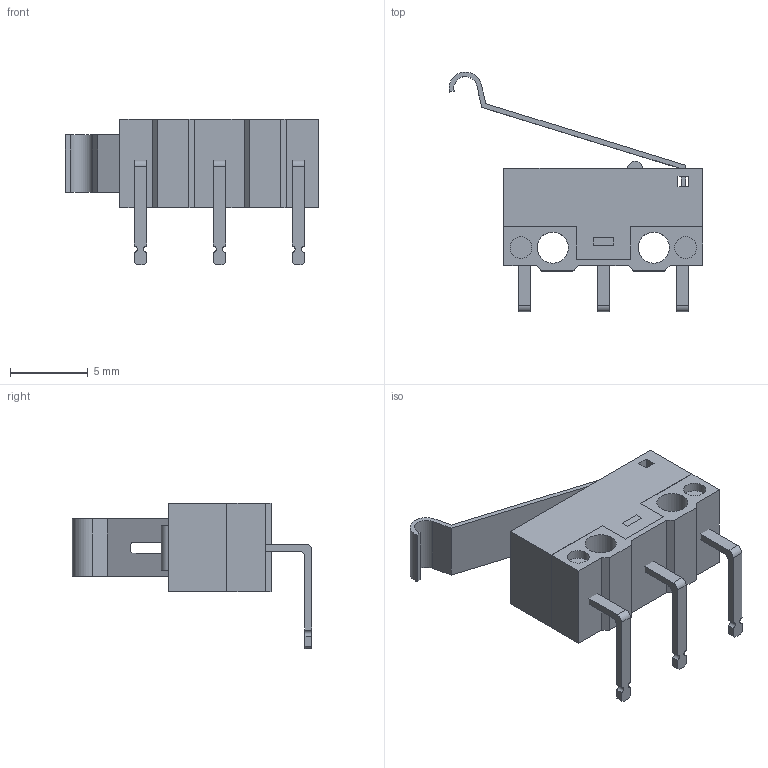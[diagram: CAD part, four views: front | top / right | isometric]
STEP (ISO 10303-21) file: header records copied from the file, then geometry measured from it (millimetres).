
FILE_DESCRIPTION(('FreeCAD Model'),'2;1');
FILE_NAME('Open CASCADE Shape Model','2024-03-25T19:09:57',( 'kicad StepUp'),('ksu MCAD'),'Open CASCADE STEP processor 7.7', 'FreeCAD','Unknown');
FILE_SCHEMA(('AUTOMOTIVE_DESIGN { 1 0 10303 214 1 1 1 1 }'));
Length unit declared in the file: millimetre
Products named in the file (8): XKB_DM1-WXYZ-D; Bottom001; Top001; Plunger001; Lever_16U001; Pin_NO004; Pin_C004; Pin_NC004
Assembly tree (7 placements, depth 2):
  XKB_DM1-WXYZ-D
    Bottom001
    Top001
    Plunger001
    Lever_16U001
    Pin_NO004
    Pin_C004
    Pin_NC004
Bounding box: 16.31 x 15.42 x 9.35 mm (x, y, z)
Volume: 319.3 mm3; surface area: 1082.1 mm2
Topology: 7 solids, 7 shells, 215 faces, 591 edges, 392 vertices
Faces by surface type: plane 193, cylinder 22
Full cylindrical faces by diameter (mm): 1 x1, 1.4 x3, 2 x2
Entity records: 6958 total; most frequent: CARTESIAN_POINT 1206, ORIENTED_EDGE 1182, DIRECTION 1087, EDGE_CURVE 591, LINE 541, VECTOR 541, VERTEX_POINT 392, AXIS2_PLACEMENT_3D 273
